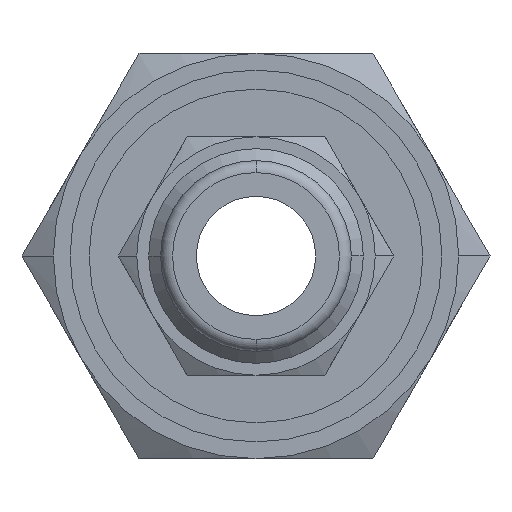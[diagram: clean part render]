
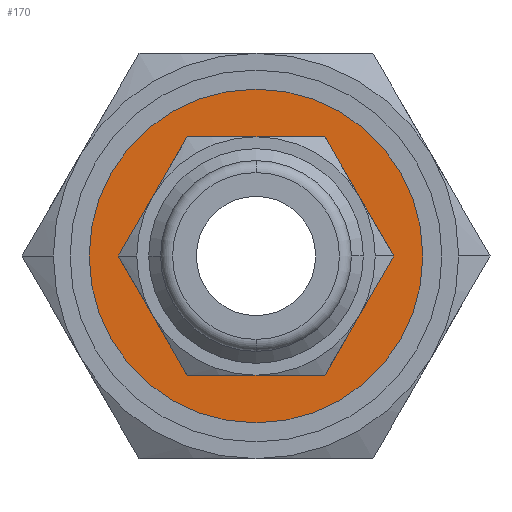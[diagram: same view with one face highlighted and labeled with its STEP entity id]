
A CAD part, front view. The second image highlights one B-rep face of the part: STEP entity #170.
In plain terms, the highlighted planar face has unit normal (0, -1, 0).
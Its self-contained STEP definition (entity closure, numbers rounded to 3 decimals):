
#170=ADVANCED_FACE('',(#384,#385),#386,.T.);
#384=FACE_OUTER_BOUND('',#639,.T.);
#385=FACE_BOUND('',#640,.T.);
#386=PLANE('',#641);
#639=EDGE_LOOP('',(#1063,#1064));
#640=EDGE_LOOP('',(#1065,#1066));
#641=AXIS2_PLACEMENT_3D('',#1067,#1068,#1069);
#1063=ORIENTED_EDGE('',*,*,#1594,.T.);
#1064=ORIENTED_EDGE('',*,*,#1595,.T.);
#1065=ORIENTED_EDGE('',*,*,#1542,.F.);
#1066=ORIENTED_EDGE('',*,*,#1572,.F.);
#1067=CARTESIAN_POINT('',(0.0,23.5,0.0));
#1068=DIRECTION('',(0.0,-1.0,0.0));
#1069=DIRECTION('',(-1.0,0.0,0.0));
#1542=EDGE_CURVE('',#1854,#1850,#1856,.T.);
#1572=EDGE_CURVE('',#1850,#1854,#1901,.T.);
#1594=EDGE_CURVE('',#1928,#1929,#1930,.T.);
#1595=EDGE_CURVE('',#1929,#1928,#1931,.T.);
#1850=VERTEX_POINT('',#2486);
#1854=VERTEX_POINT('',#2491);
#1856=CIRCLE('',#2494,4.5);
#1901=CIRCLE('',#2629,4.5);
#1928=VERTEX_POINT('',#2691);
#1929=VERTEX_POINT('',#2692);
#1930=CIRCLE('',#2693,7.0);
#1931=CIRCLE('',#2694,7.0);
#2486=CARTESIAN_POINT('',(4.5,23.5,0.));
#2491=CARTESIAN_POINT('',(-4.5,23.5,0.));
#2494=AXIS2_PLACEMENT_3D('',#3082,#3083,#3084);
#2629=AXIS2_PLACEMENT_3D('',#3117,#3118,#3119);
#2691=CARTESIAN_POINT('',(7.0,23.5,0.0));
#2692=CARTESIAN_POINT('',(-7.0,23.5,0.));
#2693=AXIS2_PLACEMENT_3D('',#3152,#3153,#3154);
#2694=AXIS2_PLACEMENT_3D('',#3155,#3156,#3157);
#3082=CARTESIAN_POINT('',(0.0,23.5,0.0));
#3083=DIRECTION('',(0.0,-1.0,0.0));
#3084=DIRECTION('',(1.0,0.0,0.0));
#3117=CARTESIAN_POINT('',(0.0,23.5,0.0));
#3118=DIRECTION('',(0.0,-1.0,0.0));
#3119=DIRECTION('',(1.0,0.0,0.0));
#3152=CARTESIAN_POINT('',(0.0,23.5,0.0));
#3153=DIRECTION('',(0.0,-1.0,0.0));
#3154=DIRECTION('',(1.0,0.0,0.0));
#3155=CARTESIAN_POINT('',(0.0,23.5,0.0));
#3156=DIRECTION('',(0.0,-1.0,0.0));
#3157=DIRECTION('',(1.0,0.0,0.0));
